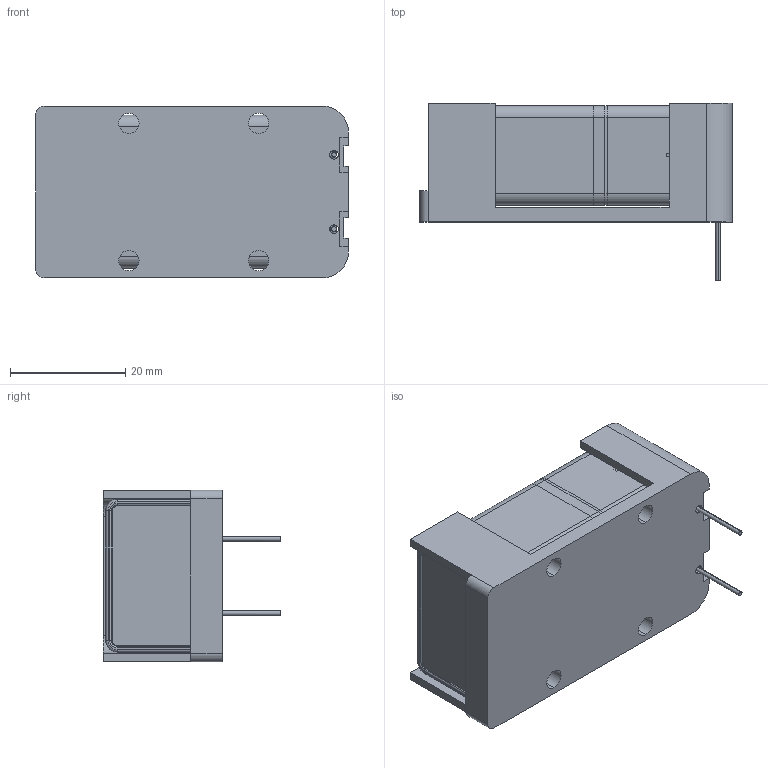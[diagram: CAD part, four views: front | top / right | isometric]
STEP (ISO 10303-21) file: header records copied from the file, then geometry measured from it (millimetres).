
FILE_DESCRIPTION (( 'STEP AP214' ), '1' );
FILE_NAME ('Battery-Holder-UM-9V-1 P with battery.STEP', '2021-12-12T23:01:32', ( '' ), ( '' ), 'SwSTEP 2.0', 'SolidWorks 2019', '' );
FILE_SCHEMA (( 'AUTOMOTIVE_DESIGN' ));
Length unit declared in the file: millimetre
Products named in the file (6): Battery-Holder-UM-9V-1 P with battery; Battery_Holder_Varsay考an; Negative-side_Varsay考an; PC-Pin_Varsay考an; Positive-side_Varsay考an; 9V Battery.step_Varsay考an
Assembly tree (6 placements, depth 2):
  Battery-Holder-UM-9V-1 P with battery
    Battery_Holder_Varsay考an
    Negative-side_Varsay考an
    PC-Pin_Varsay考an  x2
    Positive-side_Varsay考an
    9V Battery.step_Varsay考an
Bounding box: 54.28 x 30.76 x 29.81 mm (x, y, z)
Volume: 26061.5 mm3; surface area: 12502.3 mm2
Topology: 8 solids, 8 shells, 476 faces, 1241 edges, 786 vertices
Faces by surface type: plane 189, cylinder 179, torus 58, bspline 30, cone 20
Entity records: 16101 total; most frequent: CARTESIAN_POINT 3884, ORIENTED_EDGE 2450, DIRECTION 2365, EDGE_CURVE 1225, AXIS2_PLACEMENT_3D 853, VERTEX_POINT 778, LINE 659, VECTOR 659
